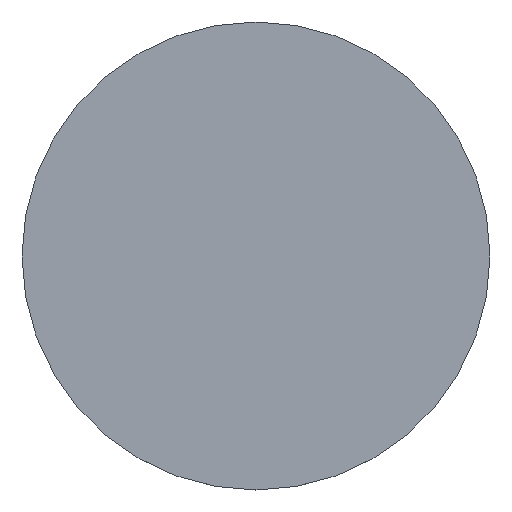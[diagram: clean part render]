
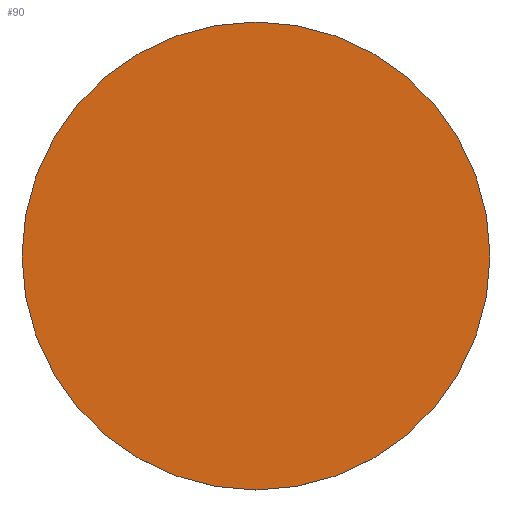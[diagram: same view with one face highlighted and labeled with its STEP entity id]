
A CAD part, top view. The second image highlights one B-rep face of the part: STEP entity #90.
In plain terms, the highlighted planar face has unit normal (0, 0, 1).
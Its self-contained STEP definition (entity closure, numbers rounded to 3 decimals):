
#1 = CARTESIAN_POINT ( 'NONE',  ( 50., 0., 0.625 ) ) ;
#2 = EDGE_CURVE ( 'NONE', #86, #15, #162, .T. ) ;
#5 = ORIENTED_EDGE ( 'NONE', *, *, #2, .T. ) ;
#7 = CARTESIAN_POINT ( 'NONE',  ( 0., 0., 0.625 ) ) ;
#15 = VERTEX_POINT ( 'NONE', #1 ) ;
#20 = EDGE_LOOP ( 'NONE', ( #5, #109 ) ) ;
#26 = DIRECTION ( 'NONE',  ( 1., 0., 0. ) ) ;
#52 = CARTESIAN_POINT ( 'NONE',  ( 0., 0., 0.625 ) ) ;
#53 = DIRECTION ( 'NONE',  ( 1., 0., 0. ) ) ;
#65 = AXIS2_PLACEMENT_3D ( 'NONE', #7, #158, #149 ) ;
#76 = DIRECTION ( 'NONE',  ( 0., 0., 1. ) ) ;
#85 = CIRCLE ( 'NONE', #117, 50. ) ;
#86 = VERTEX_POINT ( 'NONE', #155 ) ;
#87 = FACE_OUTER_BOUND ( 'NONE', #20, .T. ) ;
#89 = EDGE_CURVE ( 'NONE', #15, #86, #85, .T. ) ;
#90 = ADVANCED_FACE ( 'NONE', ( #87 ), #164, .T. ) ;
#102 = AXIS2_PLACEMENT_3D ( 'NONE', #52, #76, #26 ) ;
#109 = ORIENTED_EDGE ( 'NONE', *, *, #89, .T. ) ;
#117 = AXIS2_PLACEMENT_3D ( 'NONE', #174, #126, #53 ) ;
#126 = DIRECTION ( 'NONE',  ( 0., 0., 1. ) ) ;
#149 = DIRECTION ( 'NONE',  ( 1., 0., 0. ) ) ;
#155 = CARTESIAN_POINT ( 'NONE',  ( -50., 0., 0.625 ) ) ;
#158 = DIRECTION ( 'NONE',  ( 0., 0., 1. ) ) ;
#162 = CIRCLE ( 'NONE', #102, 50. ) ;
#164 = PLANE ( 'NONE',  #65 ) ;
#174 = CARTESIAN_POINT ( 'NONE',  ( 0., 0., 0.625 ) ) ;
